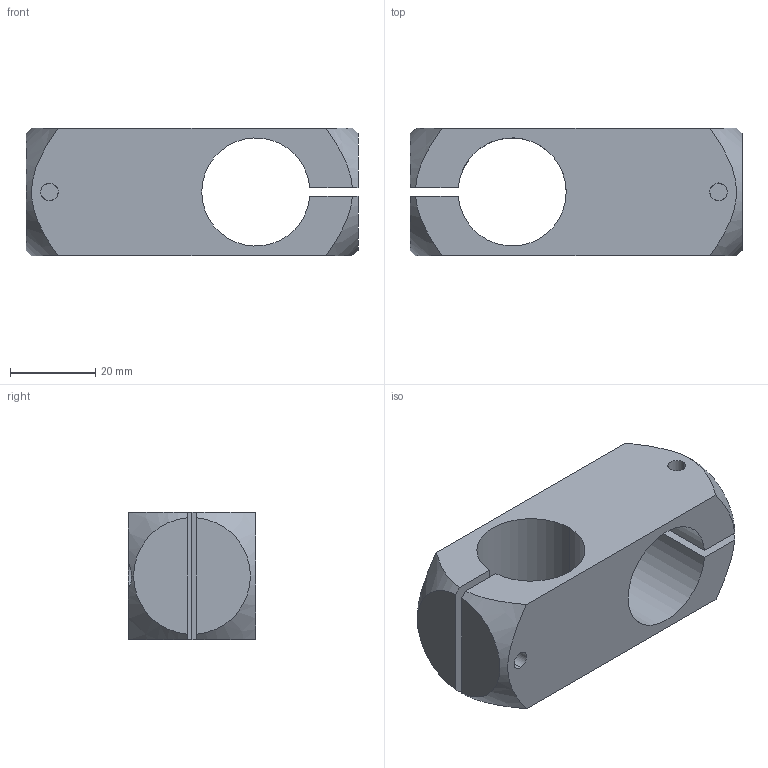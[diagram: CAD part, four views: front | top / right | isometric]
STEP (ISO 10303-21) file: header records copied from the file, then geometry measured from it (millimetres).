
FILE_DESCRIPTION (( 'STEP AP203' ), '1' );
FILE_NAME ('1.4.3.43-ZGZ-1.0Z.STEP', '2024-04-06T05:24:21', ( '' ), ( '' ), 'SwSTEP 2.0', 'SolidWorks 2021', '' );
FILE_SCHEMA (( 'CONFIG_CONTROL_DESIGN' ));
Length unit declared in the file: millimetre
Products named in the file (1): 1.4.3.43-ZGZ-1.0Z
Bounding box: 78 x 30 x 30 mm (x, y, z)
Surface area: 15223.8 mm2 (no closed solid volume)
Topology: 0 solids, 3 shells, 57 faces, 159 edges, 106 vertices
Faces by surface type: plane 28, cylinder 16, cone 9, torus 4
Entity records: 2236 total; most frequent: CARTESIAN_POINT 717, ORIENTED_EDGE 306, DIRECTION 287, EDGE_CURVE 159, AXIS2_PLACEMENT_3D 112, VERTEX_POINT 106, EDGE_LOOP 65, VECTOR 63
